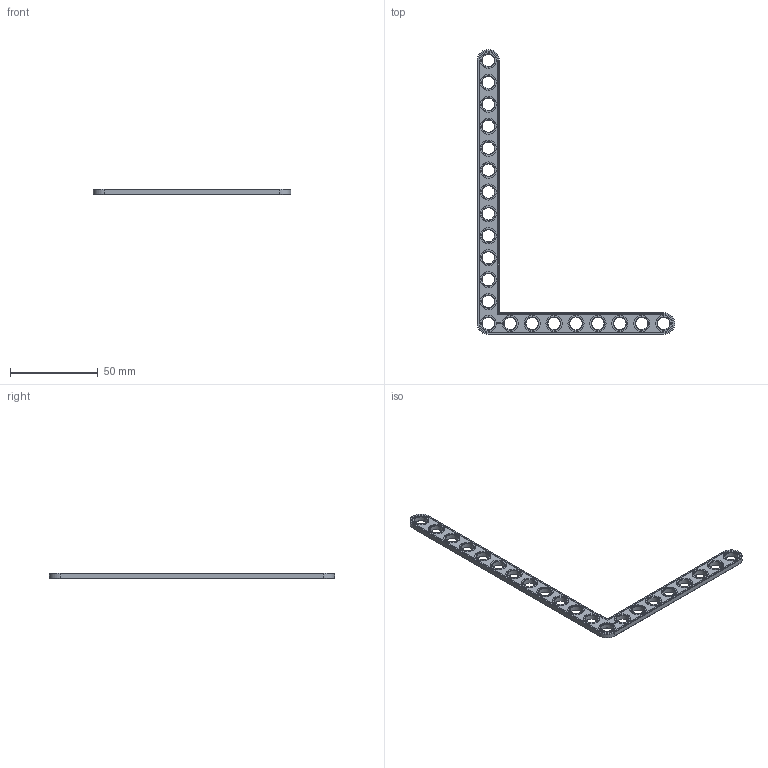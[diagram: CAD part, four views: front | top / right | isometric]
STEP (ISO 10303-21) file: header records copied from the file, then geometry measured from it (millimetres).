
FILE_DESCRIPTION(('FreeCAD Model'),'2;1');
FILE_NAME('Open CASCADE Shape Model','2023-08-28T12:39:45',(''),(''), 'Open CASCADE STEP processor 7.6','FreeCAD','Unknown');
FILE_SCHEMA(('AUTOMOTIVE_DESIGN { 1 0 10303 214 1 1 1 1 }'));
Length unit declared in the file: millimetre
Products named in the file (1): Brace AGD 90 ASYM ERR BU09x13x01x00.25 - SPN-BRC-1108 (stemfie.org)
Bounding box: 112.5 x 162.5 x 3.12 mm (x, y, z)
Volume: 7255 mm3; surface area: 7864.5 mm2
Topology: 1 solids, 1 shells, 635 faces, 1675 edges, 1098 vertices
Faces by surface type: plane 357, extrusion 182, cone 48, cylinder 48
Full cylindrical faces by diameter (mm): 7 x21, 9.2 x21
Entity records: 42725 total; most frequent: CARTESIAN_POINT 10263, DIRECTION 5307, VECTOR 4036, LINE 3854, ORIENTED_EDGE 3350, PCURVE 3350, DEFINITIONAL_REPRESENTATION 3350, EDGE_CURVE 1675
